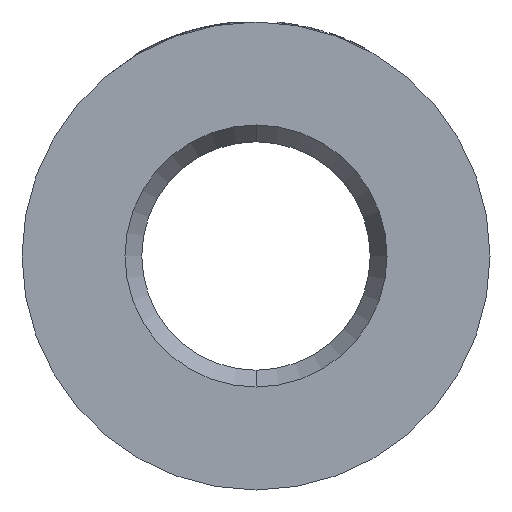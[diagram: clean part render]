
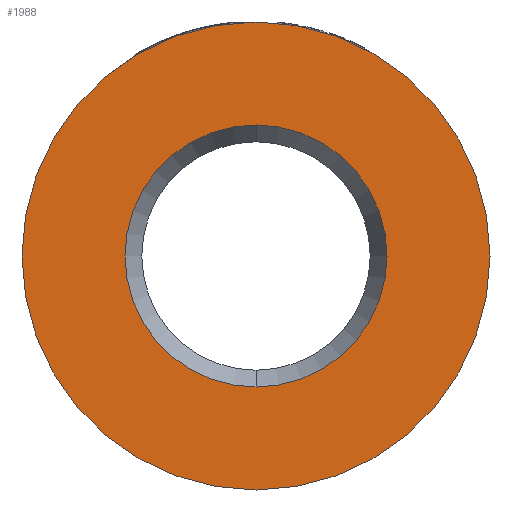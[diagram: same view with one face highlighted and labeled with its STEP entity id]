
A CAD part, front view. The second image highlights one B-rep face of the part: STEP entity #1988.
In plain terms, the highlighted planar face has unit normal (0, -1, 0).
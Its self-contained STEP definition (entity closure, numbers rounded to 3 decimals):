
#1988 = ADVANCED_FACE ( 'NONE', ( #10800, #10792 ), #23915, .F. ) ;
#4187 = EDGE_CURVE ( 'NONE', #10959, #10960, #14013, .T. ) ;
#4216 = EDGE_CURVE ( 'NONE', #10960, #10959, #14022, .T. ) ;
#4235 = EDGE_CURVE ( 'NONE', #10997, #10994, #14101, .T. ) ;
#6502 = AXIS2_PLACEMENT_3D ( 'NONE', #22759, #22760, #22761 ) ;
#6512 = AXIS2_PLACEMENT_3D ( 'NONE', #23568, #23569, #23570 ) ;
#6517 = AXIS2_PLACEMENT_3D ( 'NONE', #21580, #21581, #21582 ) ;
#6650 = AXIS2_PLACEMENT_3D ( 'NONE', #12553, #12554, #12555 ) ;
#8255 = CARTESIAN_POINT ( 'NONE',  ( 0., 0., 62.5 ) ) ;
#8256 = CARTESIAN_POINT ( 'NONE',  ( 0., 0., -62.5 ) ) ;
#8290 = CARTESIAN_POINT ( 'NONE',  ( 0., 0., -35. ) ) ;
#8293 = CARTESIAN_POINT ( 'NONE',  ( 0., 0., 35. ) ) ;
#10792 = FACE_OUTER_BOUND ( 'NONE', #19800, .T. ) ;
#10800 = FACE_BOUND ( 'NONE', #19798, .T. ) ;
#10959 = VERTEX_POINT ( 'NONE', #8255 ) ;
#10960 = VERTEX_POINT ( 'NONE', #8256 ) ;
#10994 = VERTEX_POINT ( 'NONE', #8290 ) ;
#10997 = VERTEX_POINT ( 'NONE', #8293 ) ;
#11176 = ORIENTED_EDGE ( 'NONE', *, *, #21009, .F. ) ;
#11177 = ORIENTED_EDGE ( 'NONE', *, *, #4235, .F. ) ;
#11178 = ORIENTED_EDGE ( 'NONE', *, *, #4216, .T. ) ;
#11179 = ORIENTED_EDGE ( 'NONE', *, *, #4187, .T. ) ;
#12553 = CARTESIAN_POINT ( 'NONE',  ( 0., 0., 0. ) ) ;
#12554 = DIRECTION ( 'NONE',  ( 0., -1., 0. ) ) ;
#12555 = DIRECTION ( 'NONE',  ( 0., 0., -1. ) ) ;
#13867 = CIRCLE ( 'NONE', #6650, 35. ) ;
#14013 = CIRCLE ( 'NONE', #6502, 62.5 ) ;
#14022 = CIRCLE ( 'NONE', #6512, 62.5 ) ;
#14101 = CIRCLE ( 'NONE', #6517, 35. ) ;
#19798 = EDGE_LOOP ( 'NONE', ( #11176, #11177 ) ) ;
#19800 = EDGE_LOOP ( 'NONE', ( #11178, #11179 ) ) ;
#21009 = EDGE_CURVE ( 'NONE', #10994, #10997, #13867, .T. ) ;
#21102 = AXIS2_PLACEMENT_3D ( 'NONE', #23914, #23907, #23905 ) ;
#21580 = CARTESIAN_POINT ( 'NONE',  ( 0., 0., 0. ) ) ;
#21581 = DIRECTION ( 'NONE',  ( 0., -1., 0. ) ) ;
#21582 = DIRECTION ( 'NONE',  ( 0., 0., -1. ) ) ;
#22759 = CARTESIAN_POINT ( 'NONE',  ( 0., 0., 0. ) ) ;
#22760 = DIRECTION ( 'NONE',  ( 0., -1., 0. ) ) ;
#22761 = DIRECTION ( 'NONE',  ( 0., 0., -1. ) ) ;
#23568 = CARTESIAN_POINT ( 'NONE',  ( 0., 0., 0. ) ) ;
#23569 = DIRECTION ( 'NONE',  ( 0., -1., 0. ) ) ;
#23570 = DIRECTION ( 'NONE',  ( 0., 0., -1. ) ) ;
#23905 = DIRECTION ( 'NONE',  ( 0., 0., 1. ) ) ;
#23907 = DIRECTION ( 'NONE',  ( 0., 1., 0. ) ) ;
#23914 = CARTESIAN_POINT ( 'NONE',  ( -35., 0., 0. ) ) ;
#23915 = PLANE ( 'NONE',  #21102 ) ;
